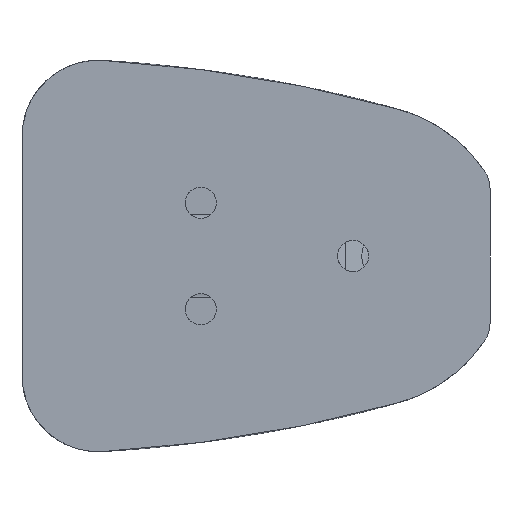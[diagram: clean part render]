
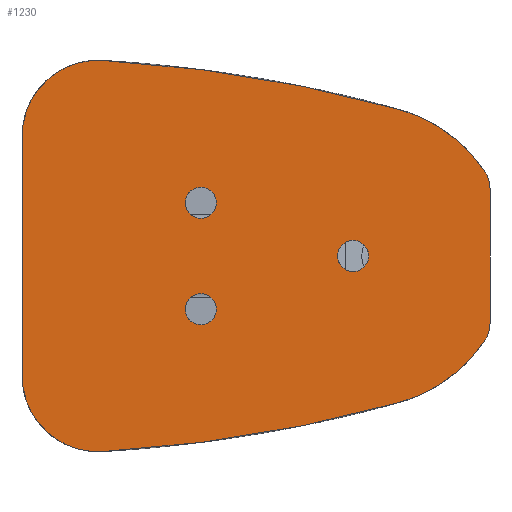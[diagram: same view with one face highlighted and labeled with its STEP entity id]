
A CAD part, front view. The second image highlights one B-rep face of the part: STEP entity #1230.
In plain terms, the highlighted planar face has unit normal (0, -1, 0).
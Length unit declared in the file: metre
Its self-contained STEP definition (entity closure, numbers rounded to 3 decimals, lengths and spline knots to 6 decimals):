
#35=PLANE('',#1355);
#63=LINE('',#2066,#126);
#70=LINE('',#2091,#133);
#126=VECTOR('',#1588,1.);
#133=VECTOR('',#1609,1.);
#283=ORIENTED_EDGE('',*,*,#660,.F.);
#284=ORIENTED_EDGE('',*,*,#661,.T.);
#285=ORIENTED_EDGE('',*,*,#652,.F.);
#286=ORIENTED_EDGE('',*,*,#662,.T.);
#287=ORIENTED_EDGE('',*,*,#663,.F.);
#288=ORIENTED_EDGE('',*,*,#639,.F.);
#289=ORIENTED_EDGE('',*,*,#664,.F.);
#290=ORIENTED_EDGE('',*,*,#665,.F.);
#291=ORIENTED_EDGE('',*,*,#666,.F.);
#292=ORIENTED_EDGE('',*,*,#651,.T.);
#293=ORIENTED_EDGE('',*,*,#667,.T.);
#294=ORIENTED_EDGE('',*,*,#611,.T.);
#295=ORIENTED_EDGE('',*,*,#614,.T.);
#611=EDGE_CURVE('',#800,#800,#907,.T.);
#614=EDGE_CURVE('',#803,#803,#909,.T.);
#639=EDGE_CURVE('',#827,#828,#918,.T.);
#651=EDGE_CURVE('',#833,#839,#920,.F.);
#652=EDGE_CURVE('',#840,#841,#63,.T.);
#660=EDGE_CURVE('',#848,#839,#922,.T.);
#661=EDGE_CURVE('',#848,#841,#923,.F.);
#662=EDGE_CURVE('',#840,#849,#924,.F.);
#663=EDGE_CURVE('',#828,#849,#925,.T.);
#664=EDGE_CURVE('',#850,#827,#926,.T.);
#665=EDGE_CURVE('',#851,#850,#70,.T.);
#666=EDGE_CURVE('',#833,#851,#927,.T.);
#667=EDGE_CURVE('',#852,#852,#928,.T.);
#800=VERTEX_POINT('',#1949);
#803=VERTEX_POINT('',#1960);
#827=VERTEX_POINT('',#2032);
#828=VERTEX_POINT('',#2034);
#833=VERTEX_POINT('',#2048);
#839=VERTEX_POINT('',#2063);
#840=VERTEX_POINT('',#2067);
#841=VERTEX_POINT('',#2068);
#848=VERTEX_POINT('',#2084);
#849=VERTEX_POINT('',#2087);
#850=VERTEX_POINT('',#2090);
#851=VERTEX_POINT('',#2092);
#852=VERTEX_POINT('',#2095);
#907=CIRCLE('',#1324,0.001025);
#909=CIRCLE('',#1327,0.001025);
#918=CIRCLE('',#1344,0.092826);
#920=CIRCLE('',#1352,0.092826);
#922=CIRCLE('',#1356,0.01);
#923=CIRCLE('',#1357,0.002);
#924=CIRCLE('',#1358,0.002);
#925=CIRCLE('',#1359,0.01);
#926=CIRCLE('',#1360,0.005);
#927=CIRCLE('',#1361,0.005);
#928=CIRCLE('',#1362,0.001025);
#1002=EDGE_LOOP('',(#283,#284,#285,#286,#287,#288,#289,#290,#291,#292));
#1003=EDGE_LOOP('',(#293));
#1004=EDGE_LOOP('',(#294));
#1005=EDGE_LOOP('',(#295));
#1098=FACE_BOUND('',#1002,.T.);
#1099=FACE_BOUND('',#1003,.T.);
#1100=FACE_BOUND('',#1004,.T.);
#1101=FACE_BOUND('',#1005,.T.);
#1230=ADVANCED_FACE('',(#1098,#1099,#1100,#1101),#35,.F.);
#1324=AXIS2_PLACEMENT_3D('',#1948,#1513,#1514);
#1327=AXIS2_PLACEMENT_3D('',#1959,#1519,#1520);
#1344=AXIS2_PLACEMENT_3D('',#2033,#1565,#1566);
#1352=AXIS2_PLACEMENT_3D('',#2064,#1584,#1585);
#1355=AXIS2_PLACEMENT_3D('',#2082,#1597,#1598);
#1356=AXIS2_PLACEMENT_3D('',#2083,#1599,#1600);
#1357=AXIS2_PLACEMENT_3D('',#2085,#1601,#1602);
#1358=AXIS2_PLACEMENT_3D('',#2086,#1603,#1604);
#1359=AXIS2_PLACEMENT_3D('',#2088,#1605,#1606);
#1360=AXIS2_PLACEMENT_3D('',#2089,#1607,#1608);
#1361=AXIS2_PLACEMENT_3D('',#2093,#1610,#1611);
#1362=AXIS2_PLACEMENT_3D('',#2094,#1612,#1613);
#1513=DIRECTION('',(0.,1.,0.));
#1514=DIRECTION('',(0.,0.,1.));
#1519=DIRECTION('',(0.,1.,0.));
#1520=DIRECTION('',(0.,0.,1.));
#1565=DIRECTION('',(0.,1.,0.));
#1566=DIRECTION('',(-1.,0.,0.));
#1584=DIRECTION('',(0.,1.,0.));
#1585=DIRECTION('',(-1.,0.,0.));
#1588=DIRECTION('',(0.,0.,-1.));
#1597=DIRECTION('',(0.,1.,0.));
#1598=DIRECTION('',(-1.,0.,0.));
#1599=DIRECTION('',(0.,1.,0.));
#1600=DIRECTION('',(-1.,0.,0.));
#1601=DIRECTION('',(0.,1.,0.));
#1602=DIRECTION('',(-1.,0.,0.));
#1603=DIRECTION('',(0.,1.,0.));
#1604=DIRECTION('',(-1.,0.,0.));
#1605=DIRECTION('',(0.,1.,0.));
#1606=DIRECTION('',(-1.,0.,0.));
#1607=DIRECTION('',(0.,1.,0.));
#1608=DIRECTION('',(-1.,0.,0.));
#1609=DIRECTION('',(0.,0.,1.));
#1610=DIRECTION('',(0.,1.,0.));
#1611=DIRECTION('',(-1.,0.,0.));
#1612=DIRECTION('',(0.,1.,0.));
#1613=DIRECTION('',(0.,0.,1.));
#1948=CARTESIAN_POINT('',(0.051641,-0.00775,0.0035));
#1949=CARTESIAN_POINT('',(0.051641,-0.00775,0.004525));
#1959=CARTESIAN_POINT('',(0.051641,-0.00775,-0.0035));
#1960=CARTESIAN_POINT('',(0.051641,-0.00775,-0.002475));
#2032=CARTESIAN_POINT('',(0.045176,-0.00775,0.012849));
#2033=CARTESIAN_POINT('',(0.039891,-0.00775,-0.079826));
#2034=CARTESIAN_POINT('',(0.064648,-0.00775,0.009638));
#2048=CARTESIAN_POINT('',(0.045176,-0.00775,-0.012849));
#2063=CARTESIAN_POINT('',(0.064648,-0.00775,-0.009638));
#2064=CARTESIAN_POINT('',(0.039891,-0.00775,0.079826));
#2066=CARTESIAN_POINT('',(0.070641,-0.00775,0.013002));
#2067=CARTESIAN_POINT('',(0.070641,-0.00775,0.004432));
#2068=CARTESIAN_POINT('',(0.070641,-0.00775,-0.004432));
#2082=CARTESIAN_POINT('',(0.054266,-0.00775,0.013002));
#2083=CARTESIAN_POINT('',(0.061981,-0.00775,0.));
#2084=CARTESIAN_POINT('',(0.070306,-0.00775,-0.00554));
#2085=CARTESIAN_POINT('',(0.068641,-0.00775,-0.004432));
#2086=CARTESIAN_POINT('',(0.068641,-0.00775,0.004432));
#2087=CARTESIAN_POINT('',(0.070306,-0.00775,0.00554));
#2088=CARTESIAN_POINT('',(0.061981,-0.00775,0.));
#2089=CARTESIAN_POINT('',(0.044891,-0.00775,0.007858));
#2090=CARTESIAN_POINT('',(0.039891,-0.00775,0.007858));
#2091=CARTESIAN_POINT('',(0.039891,-0.00775,0.013002));
#2092=CARTESIAN_POINT('',(0.039891,-0.00775,-0.007858));
#2093=CARTESIAN_POINT('',(0.044891,-0.00775,-0.007858));
#2094=CARTESIAN_POINT('',(0.061641,-0.00775,0.));
#2095=CARTESIAN_POINT('',(0.061641,-0.00775,0.001025));
